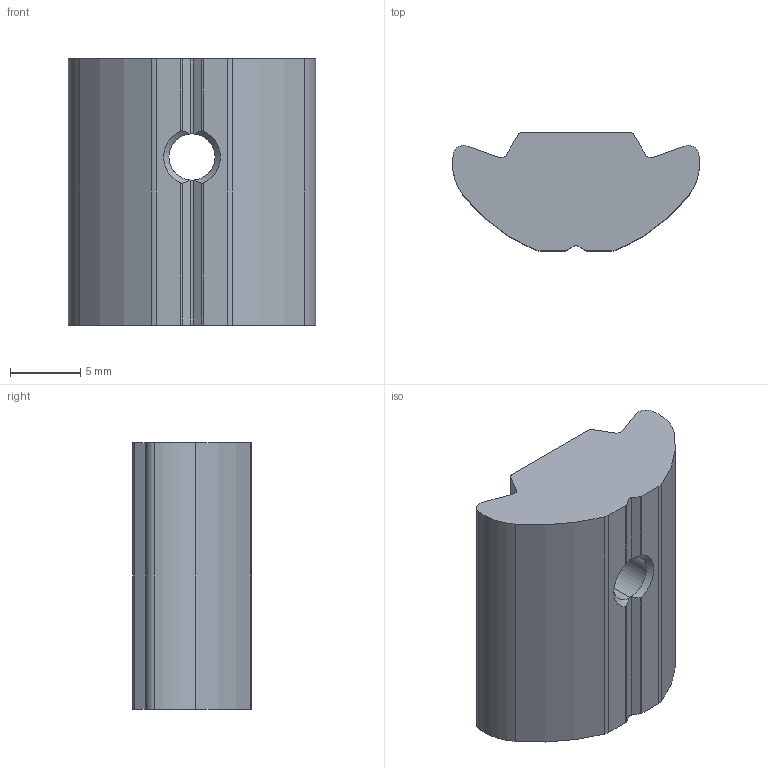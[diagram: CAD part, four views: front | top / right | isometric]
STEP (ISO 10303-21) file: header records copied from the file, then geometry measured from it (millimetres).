
FILE_DESCRIPTION (( 'STEP AP214' ), '1' );
FILE_NAME ('M4x0.7 20mm 1-Hole Offset Std Nut(40HSN-3407-006-01).STEP', '2025-04-07T16:13:45', ( '' ), ( '' ), 'SwSTEP 2.0', 'SolidWorks 2020', '' );
FILE_SCHEMA (( 'AUTOMOTIVE_DESIGN' ));
Length unit declared in the file: millimetre
Products named in the file (1): M4x0.7 20mm 1-Hole Offset Std Nut(40HSN-3407-006-01)
Bounding box: 17.65 x 8.45 x 19 mm (x, y, z)
Volume: 2068.1 mm3; surface area: 1161.2 mm2
Topology: 1 solids, 1 shells, 36 faces, 105 edges, 70 vertices
Faces by surface type: cylinder 21, plane 13, cone 2
Entity records: 1279 total; most frequent: CARTESIAN_POINT 260, ORIENTED_EDGE 210, DIRECTION 201, EDGE_CURVE 105, AXIS2_PLACEMENT_3D 75, VERTEX_POINT 70, LINE 51, VECTOR 51
